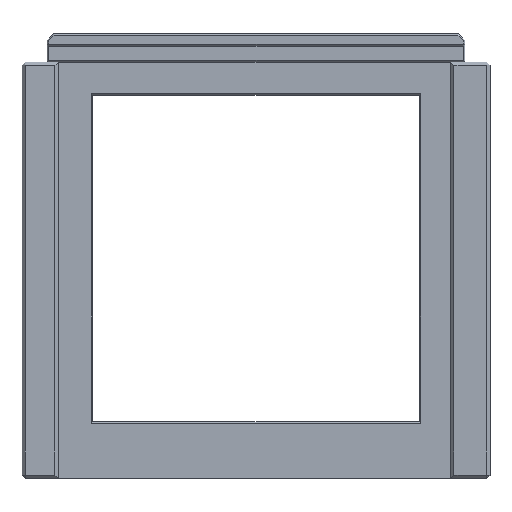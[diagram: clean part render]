
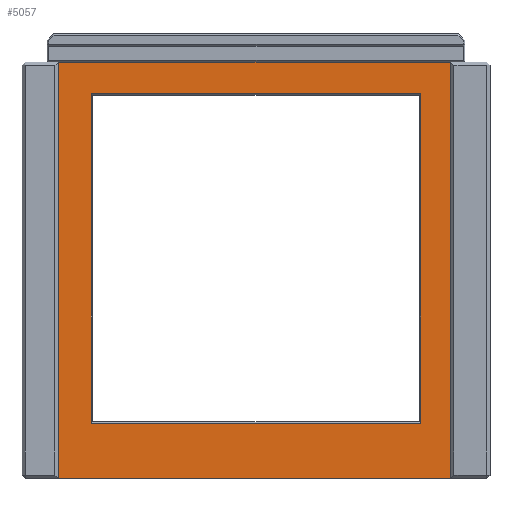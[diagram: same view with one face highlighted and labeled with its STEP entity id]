
A CAD part, top view. The second image highlights one B-rep face of the part: STEP entity #5057.
In plain terms, the highlighted planar face has unit normal (0, 0, 1).
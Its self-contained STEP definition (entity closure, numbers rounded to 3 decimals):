
#980=ORIENTED_EDGE('',*,*,#1943,.T.);
#981=ORIENTED_EDGE('',*,*,#2036,.F.);
#982=ORIENTED_EDGE('',*,*,#2037,.T.);
#983=ORIENTED_EDGE('',*,*,#2038,.F.);
#984=ORIENTED_EDGE('',*,*,#2039,.T.);
#985=ORIENTED_EDGE('',*,*,#2040,.T.);
#986=ORIENTED_EDGE('',*,*,#2041,.T.);
#987=ORIENTED_EDGE('',*,*,#2042,.T.);
#1943=EDGE_CURVE('',#2520,#2519,#3035,.T.);
#2036=EDGE_CURVE('',#2606,#2519,#3119,.T.);
#2037=EDGE_CURVE('',#2606,#2607,#3120,.T.);
#2038=EDGE_CURVE('',#2520,#2607,#3121,.T.);
#2039=EDGE_CURVE('',#2608,#2609,#3122,.T.);
#2040=EDGE_CURVE('',#2609,#2610,#3123,.T.);
#2041=EDGE_CURVE('',#2610,#2611,#3124,.T.);
#2042=EDGE_CURVE('',#2611,#2608,#3125,.T.);
#2519=VERTEX_POINT('',#7748);
#2520=VERTEX_POINT('',#7750);
#2606=VERTEX_POINT('',#7941);
#2607=VERTEX_POINT('',#7943);
#2608=VERTEX_POINT('',#7946);
#2609=VERTEX_POINT('',#7947);
#2610=VERTEX_POINT('',#7949);
#2611=VERTEX_POINT('',#7951);
#3035=LINE('',#7749,#3617);
#3119=LINE('',#7940,#3701);
#3120=LINE('',#7942,#3702);
#3121=LINE('',#7944,#3703);
#3122=LINE('',#7945,#3704);
#3123=LINE('',#7948,#3705);
#3124=LINE('',#7950,#3706);
#3125=LINE('',#7952,#3707);
#3617=VECTOR('',#6321,1000.);
#3701=VECTOR('',#6447,1000.);
#3702=VECTOR('',#6448,1000.);
#3703=VECTOR('',#6449,1000.);
#3704=VECTOR('',#6450,1000.);
#3705=VECTOR('',#6451,1000.);
#3706=VECTOR('',#6452,1000.);
#3707=VECTOR('',#6453,1000.);
#4112=EDGE_LOOP('',(#980,#981,#982,#983));
#4113=EDGE_LOOP('',(#984,#985,#986,#987));
#4487=FACE_BOUND('',#4112,.T.);
#4488=FACE_BOUND('',#4113,.T.);
#4785=PLANE('',#5458);
#5057=ADVANCED_FACE('',(#4487,#4488),#4785,.T.);
#5458=AXIS2_PLACEMENT_3D('',#7939,#6445,#6446);
#6321=DIRECTION('',(1.,0.,0.));
#6445=DIRECTION('',(0.,0.,1.));
#6446=DIRECTION('',(1.,0.,0.));
#6447=DIRECTION('',(0.,-1.,0.));
#6448=DIRECTION('',(-1.,0.,0.));
#6449=DIRECTION('',(0.,1.,0.));
#6450=DIRECTION('',(1.,0.,0.));
#6451=DIRECTION('',(0.,-1.,0.));
#6452=DIRECTION('',(-1.,0.,0.));
#6453=DIRECTION('',(0.,1.,0.));
#7748=CARTESIAN_POINT('',(32.5,-35.,8.75));
#7749=CARTESIAN_POINT('',(-33.25,-35.,8.75));
#7750=CARTESIAN_POINT('',(-32.5,-35.,8.75));
#7939=CARTESIAN_POINT('',(0.,0.,8.75));
#7940=CARTESIAN_POINT('',(32.5,20.25,8.75));
#7941=CARTESIAN_POINT('',(32.5,31.25,8.75));
#7942=CARTESIAN_POINT('',(-33.25,31.25,8.75));
#7943=CARTESIAN_POINT('',(-32.5,31.25,8.75));
#7944=CARTESIAN_POINT('',(-32.5,20.25,8.75));
#7945=CARTESIAN_POINT('',(0.,26.25,8.75));
#7946=CARTESIAN_POINT('',(-26.25,26.25,8.75));
#7947=CARTESIAN_POINT('',(26.25,26.25,8.75));
#7948=CARTESIAN_POINT('',(26.25,0.,8.75));
#7949=CARTESIAN_POINT('',(26.25,-26.25,8.75));
#7950=CARTESIAN_POINT('',(0.,-26.25,8.75));
#7951=CARTESIAN_POINT('',(-26.25,-26.25,8.75));
#7952=CARTESIAN_POINT('',(-26.25,0.,8.75));
